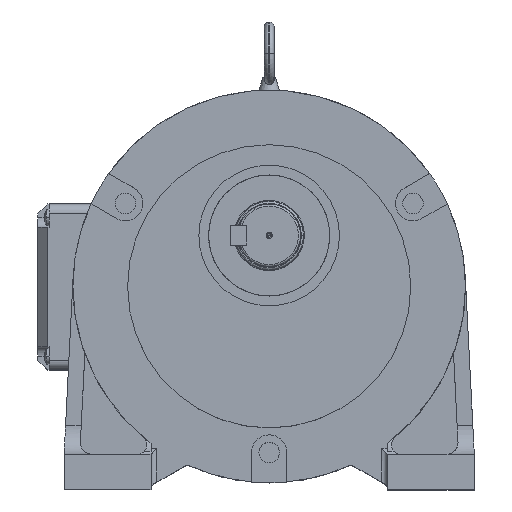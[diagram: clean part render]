
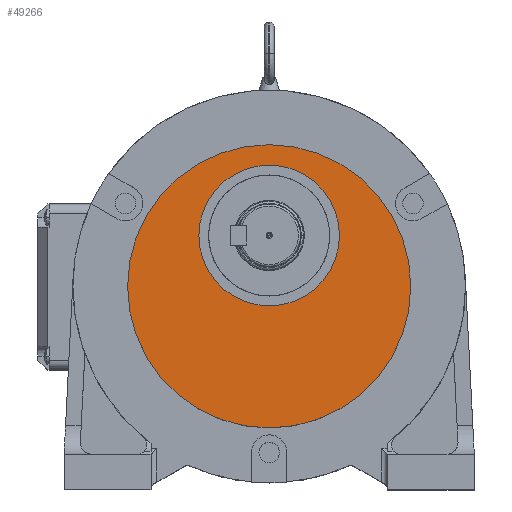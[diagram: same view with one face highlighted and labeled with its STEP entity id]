
A CAD part, top view. The second image highlights one B-rep face of the part: STEP entity #49266.
In plain terms, the highlighted face is planar.
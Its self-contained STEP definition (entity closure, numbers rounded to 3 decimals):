
#16511 = CARTESIAN_POINT ( 'NONE',  ( 0., 0., -95. ) ) ;
#16523 = CIRCLE ( 'NONE', #16576, 72.5 ) ;
#16573 = DIRECTION ( 'NONE',  ( -1., 0., 0. ) ) ;
#16574 = DIRECTION ( 'NONE',  ( 0., 0., -1. ) ) ;
#16576 = AXIS2_PLACEMENT_3D ( 'NONE', #16511, #16574, #16573 ) ;
#16611 = DIRECTION ( 'NONE',  ( -1., 0., 0. ) ) ;
#16612 = DIRECTION ( 'NONE',  ( 0., 0., -1. ) ) ;
#16613 = CARTESIAN_POINT ( 'NONE',  ( 0., 26., -95. ) ) ;
#16614 = AXIS2_PLACEMENT_3D ( 'NONE', #16613, #16612, #16611 ) ;
#16615 = CIRCLE ( 'NONE', #16614, 36. ) ;
#16618 = DIRECTION ( 'NONE',  ( -1., 0., 0. ) ) ;
#16619 = DIRECTION ( 'NONE',  ( 0., 0., -1. ) ) ;
#16624 = AXIS2_PLACEMENT_3D ( 'NONE', #16630, #16619, #16618 ) ;
#16630 = CARTESIAN_POINT ( 'NONE',  ( 0., 0., -95. ) ) ;
#16632 = FACE_BOUND ( 'NONE', #49116, .T. ) ;
#16633 = FACE_OUTER_BOUND ( 'NONE', #49096, .T. ) ;
#16634 = PLANE ( 'NONE',  #16624 ) ;
#17515 = CARTESIAN_POINT ( 'NONE',  ( 72.5, 0., -95. ) ) ;
#17552 = CARTESIAN_POINT ( 'NONE',  ( 36., 26., -95. ) ) ;
#17559 = DIRECTION ( 'NONE',  ( -1., 0., 0. ) ) ;
#17560 = DIRECTION ( 'NONE',  ( 0., 0., -1. ) ) ;
#17570 = CARTESIAN_POINT ( 'NONE',  ( 0., 26., -95. ) ) ;
#17571 = CIRCLE ( 'NONE', #17577, 36. ) ;
#17577 = AXIS2_PLACEMENT_3D ( 'NONE', #17570, #17560, #17559 ) ;
#17590 = CARTESIAN_POINT ( 'NONE',  ( -72.5, 0., -95. ) ) ;
#17601 = CARTESIAN_POINT ( 'NONE',  ( -36., 26., -95. ) ) ;
#17625 = DIRECTION ( 'NONE',  ( -1., 0., 0. ) ) ;
#17626 = DIRECTION ( 'NONE',  ( 0., 0., -1. ) ) ;
#17630 = CARTESIAN_POINT ( 'NONE',  ( 0., 0., -95. ) ) ;
#17646 = AXIS2_PLACEMENT_3D ( 'NONE', #17630, #17626, #17625 ) ;
#17648 = CIRCLE ( 'NONE', #17646, 72.5 ) ;
#49096 = EDGE_LOOP ( 'NONE', ( #49273, #49340 ) ) ;
#49108 = ORIENTED_EDGE ( 'NONE', *, *, #49276, .F. ) ;
#49116 = EDGE_LOOP ( 'NONE', ( #49108, #49381 ) ) ;
#49226 = EDGE_CURVE ( 'NONE', #49736, #49786, #16523, .T. ) ;
#49266 = ADVANCED_FACE ( 'NONE', ( #16633, #16632 ), #16634, .T. ) ;
#49273 = ORIENTED_EDGE ( 'NONE', *, *, #49226, .T. ) ;
#49276 = EDGE_CURVE ( 'NONE', #49781, #49785, #16615, .T. ) ;
#49340 = ORIENTED_EDGE ( 'NONE', *, *, #49795, .T. ) ;
#49381 = ORIENTED_EDGE ( 'NONE', *, *, #49757, .F. ) ;
#49736 = VERTEX_POINT ( 'NONE', #17515 ) ;
#49757 = EDGE_CURVE ( 'NONE', #49785, #49781, #17571, .T. ) ;
#49781 = VERTEX_POINT ( 'NONE', #17552 ) ;
#49785 = VERTEX_POINT ( 'NONE', #17601 ) ;
#49786 = VERTEX_POINT ( 'NONE', #17590 ) ;
#49795 = EDGE_CURVE ( 'NONE', #49786, #49736, #17648, .T. ) ;
